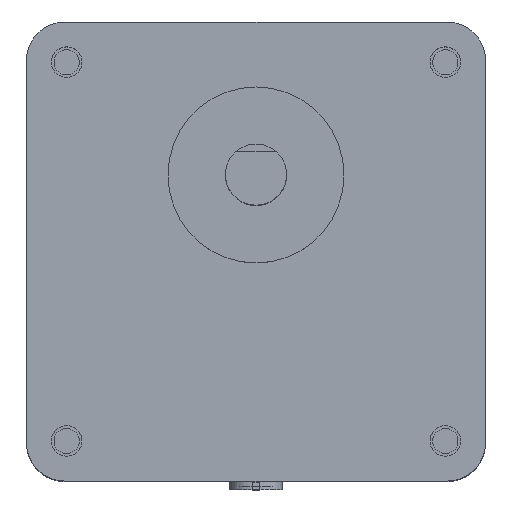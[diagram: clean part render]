
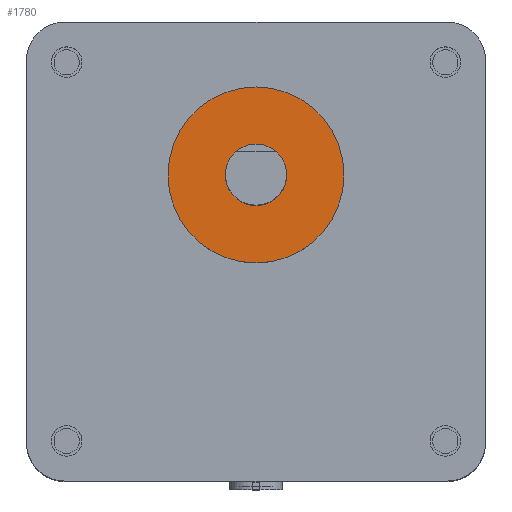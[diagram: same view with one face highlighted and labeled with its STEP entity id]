
A CAD part, top view. The second image highlights one B-rep face of the part: STEP entity #1780.
In plain terms, the highlighted planar face has unit normal (0, 0, 1).
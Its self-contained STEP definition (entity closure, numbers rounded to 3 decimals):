
#16 = CARTESIAN_POINT ( 'NONE',  ( -11.5, 10., 48.5 ) ) ;
#17 = CARTESIAN_POINT ( 'NONE',  ( 11.5, 10., 48.5 ) ) ;
#22 = CARTESIAN_POINT ( 'NONE',  ( -4., 10., 48.5 ) ) ;
#23 = CARTESIAN_POINT ( 'NONE',  ( 4., 10., 48.5 ) ) ;
#1050 = ORIENTED_EDGE ( 'NONE', *, *, #1798, .F. ) ;
#1052 = ORIENTED_EDGE ( 'NONE', *, *, #1791, .T. ) ;
#1054 = ORIENTED_EDGE ( 'NONE', *, *, #1787, .F. ) ;
#1055 = ORIENTED_EDGE ( 'NONE', *, *, #1788, .T. ) ;
#1314 = EDGE_LOOP ( 'NONE', ( #1055, #1052 ) ) ;
#1315 = EDGE_LOOP ( 'NONE', ( #1054, #1050 ) ) ;
#1491 = VERTEX_POINT ( 'NONE', #23 ) ;
#1492 = VERTEX_POINT ( 'NONE', #22 ) ;
#1497 = VERTEX_POINT ( 'NONE', #17 ) ;
#1498 = VERTEX_POINT ( 'NONE', #16 ) ;
#1780 = ADVANCED_FACE ( 'NONE', ( #2920, #2919 ), #2349, .T. ) ;
#1787 = EDGE_CURVE ( 'NONE', #1492, #1491, #2532, .T. ) ;
#1788 = EDGE_CURVE ( 'NONE', #1498, #1497, #2520, .T. ) ;
#1791 = EDGE_CURVE ( 'NONE', #1497, #1498, #2514, .T. ) ;
#1798 = EDGE_CURVE ( 'NONE', #1491, #1492, #2501, .T. ) ;
#2286 = DIRECTION ( 'NONE',  ( 1., 0., 0. ) ) ;
#2287 = DIRECTION ( 'NONE',  ( 0., 0., 1. ) ) ;
#2288 = CARTESIAN_POINT ( 'NONE',  ( 0., 10., 48.5 ) ) ;
#2304 = DIRECTION ( 'NONE',  ( 1., 0., 0. ) ) ;
#2305 = DIRECTION ( 'NONE',  ( 0., 0., 1. ) ) ;
#2306 = CARTESIAN_POINT ( 'NONE',  ( 0., 10., 48.5 ) ) ;
#2315 = DIRECTION ( 'NONE',  ( 1., 0., 0. ) ) ;
#2316 = DIRECTION ( 'NONE',  ( 0., 0., 1. ) ) ;
#2317 = CARTESIAN_POINT ( 'NONE',  ( 0., 10., 48.5 ) ) ;
#2319 = DIRECTION ( 'NONE',  ( 1., 0., 0. ) ) ;
#2320 = DIRECTION ( 'NONE',  ( 0., 0., 1. ) ) ;
#2322 = CARTESIAN_POINT ( 'NONE',  ( 0., 10., 48.5 ) ) ;
#2345 = DIRECTION ( 'NONE',  ( 1., 0., 0. ) ) ;
#2346 = DIRECTION ( 'NONE',  ( 0., 0., 1. ) ) ;
#2347 = CARTESIAN_POINT ( 'NONE',  ( 0., 10., 48.5 ) ) ;
#2349 = PLANE ( 'NONE',  #2535 ) ;
#2495 = AXIS2_PLACEMENT_3D ( 'NONE', #2288, #2287, #2286 ) ;
#2501 = CIRCLE ( 'NONE', #2495, 4. ) ;
#2511 = AXIS2_PLACEMENT_3D ( 'NONE', #2306, #2305, #2304 ) ;
#2514 = CIRCLE ( 'NONE', #2511, 11.5 ) ;
#2519 = AXIS2_PLACEMENT_3D ( 'NONE', #2317, #2316, #2315 ) ;
#2520 = CIRCLE ( 'NONE', #2519, 11.5 ) ;
#2521 = AXIS2_PLACEMENT_3D ( 'NONE', #2322, #2320, #2319 ) ;
#2532 = CIRCLE ( 'NONE', #2521, 4. ) ;
#2535 = AXIS2_PLACEMENT_3D ( 'NONE', #2347, #2346, #2345 ) ;
#2919 = FACE_BOUND ( 'NONE', #1315, .T. ) ;
#2920 = FACE_OUTER_BOUND ( 'NONE', #1314, .T. ) ;
